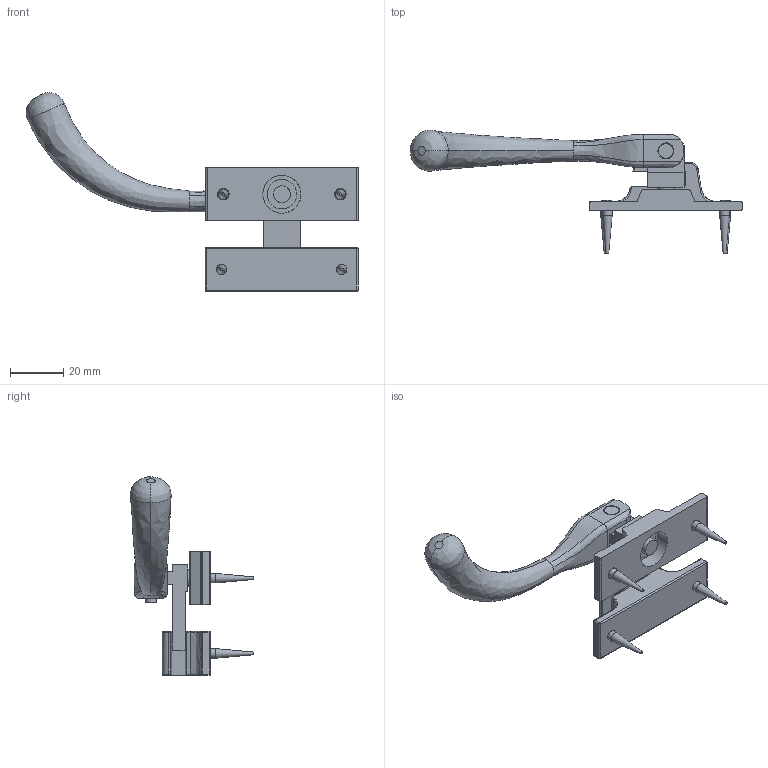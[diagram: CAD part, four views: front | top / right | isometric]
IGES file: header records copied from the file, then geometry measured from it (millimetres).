
Global section: file name: P4511-HP; native system: Autodesk Inventor 2018; preprocessor: unknown; author: ashami; date: 20180911.120617; units: millimetre
Bounding box: 124.79 x 46.35 x 74.69 mm (x, y, z)
Volume: 28516.9 mm3; surface area: 15600.3 mm2
Topology: 11 solids, 11 shells, 191 faces, 474 edges, 298 vertices
Faces by surface type: bspline 191
